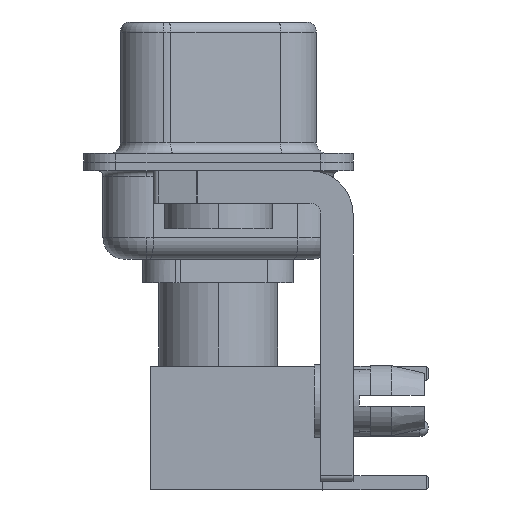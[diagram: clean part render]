
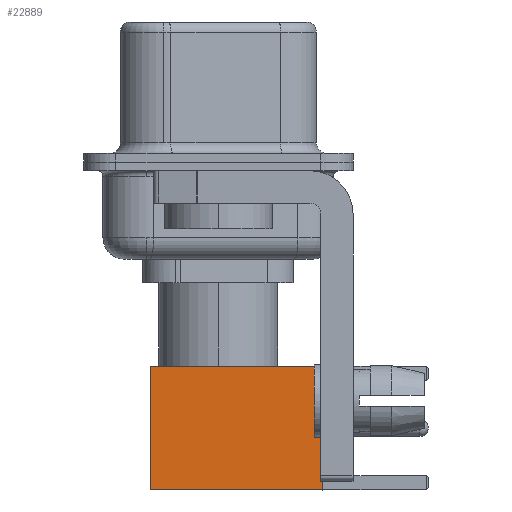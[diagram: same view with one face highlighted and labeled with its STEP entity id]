
A CAD part, left-side view. The second image highlights one B-rep face of the part: STEP entity #22889.
In plain terms, the highlighted face is planar.
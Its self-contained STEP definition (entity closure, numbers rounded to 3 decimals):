
#200 = ORIENTED_EDGE ( 'NONE', *, *, #23603, .F. ) ;
#3868 = CARTESIAN_POINT ( 'NONE',  ( 2.875, 2.875, 8. ) ) ;
#5422 = CARTESIAN_POINT ( 'NONE',  ( 0., 2.875, 0. ) ) ;
#5664 = ORIENTED_EDGE ( 'NONE', *, *, #21054, .T. ) ;
#5884 = LINE ( 'NONE', #6369, #12822 ) ;
#6369 = CARTESIAN_POINT ( 'NONE',  ( 2.875, 2.875, 0. ) ) ;
#6654 = PLANE ( 'NONE',  #24154 ) ;
#6897 = DIRECTION ( 'NONE',  ( 0., 1., 0. ) ) ;
#7323 = ORIENTED_EDGE ( 'NONE', *, *, #22933, .F. ) ;
#7965 = EDGE_LOOP ( 'NONE', ( #10099, #5664, #200, #7323 ) ) ;
#8126 = DIRECTION ( 'NONE',  ( 0., 0., -1. ) ) ;
#8927 = VECTOR ( 'NONE', #17667, 1000. ) ;
#10099 = ORIENTED_EDGE ( 'NONE', *, *, #12353, .T. ) ;
#12353 = EDGE_CURVE ( 'NONE', #16327, #20509, #5884, .T. ) ;
#12677 = DIRECTION ( 'NONE',  ( -1., 0., 0. ) ) ;
#12822 = VECTOR ( 'NONE', #8126, 1000. ) ;
#12829 = CARTESIAN_POINT ( 'NONE',  ( 2.875, 2.875, 0. ) ) ;
#13209 = LINE ( 'NONE', #5422, #14503 ) ;
#13888 = LINE ( 'NONE', #21550, #8927 ) ;
#14503 = VECTOR ( 'NONE', #20874, 1000. ) ;
#14931 = VERTEX_POINT ( 'NONE', #24280 ) ;
#16140 = VECTOR ( 'NONE', #12677, 1000. ) ;
#16327 = VERTEX_POINT ( 'NONE', #3868 ) ;
#16464 = DIRECTION ( 'NONE',  ( 0., 0., 1. ) ) ;
#17667 = DIRECTION ( 'NONE',  ( 0., 0., -1. ) ) ;
#18341 = CARTESIAN_POINT ( 'NONE',  ( 2.875, 2.875, 0. ) ) ;
#19059 = VERTEX_POINT ( 'NONE', #22460 ) ;
#20509 = VERTEX_POINT ( 'NONE', #12829 ) ;
#20874 = DIRECTION ( 'NONE',  ( -1., 0., 0. ) ) ;
#21054 = EDGE_CURVE ( 'NONE', #20509, #14931, #13209, .T. ) ;
#21550 = CARTESIAN_POINT ( 'NONE',  ( -2.875, 2.875, 0. ) ) ;
#21861 = LINE ( 'NONE', #22221, #16140 ) ;
#22221 = CARTESIAN_POINT ( 'NONE',  ( 0., 2.875, 8. ) ) ;
#22460 = CARTESIAN_POINT ( 'NONE',  ( -2.875, 2.875, 8. ) ) ;
#22889 = ADVANCED_FACE ( 'NONE', ( #24243 ), #6654, .T. ) ;
#22933 = EDGE_CURVE ( 'NONE', #16327, #19059, #21861, .T. ) ;
#23603 = EDGE_CURVE ( 'NONE', #19059, #14931, #13888, .T. ) ;
#24154 = AXIS2_PLACEMENT_3D ( 'NONE', #18341, #6897, #16464 ) ;
#24243 = FACE_OUTER_BOUND ( 'NONE', #7965, .T. ) ;
#24280 = CARTESIAN_POINT ( 'NONE',  ( -2.875, 2.875, 0. ) ) ;
